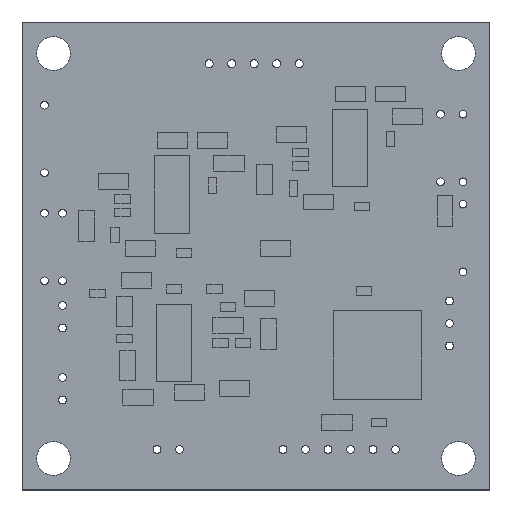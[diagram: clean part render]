
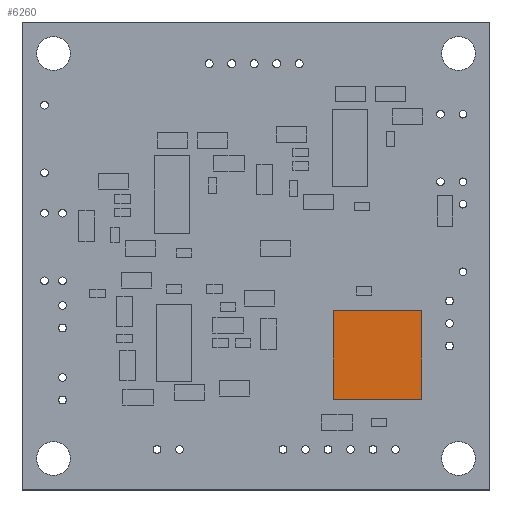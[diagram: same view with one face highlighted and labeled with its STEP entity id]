
A CAD part, top view. The second image highlights one B-rep face of the part: STEP entity #6260.
In plain terms, the highlighted planar face has unit normal (0, 0, 1).
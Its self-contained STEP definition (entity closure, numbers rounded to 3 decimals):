
#5946 = VERTEX_POINT('',#5947);
#5947 = CARTESIAN_POINT('',(-5.,5.,1.15));
#5954 = PLANE('',#5955);
#5955 = AXIS2_PLACEMENT_3D('',#5956,#5957,#5958);
#5956 = CARTESIAN_POINT('',(-5.,5.,0.));
#5957 = DIRECTION('',(0.,1.,0.));
#5958 = DIRECTION('',(1.,0.,0.));
#5966 = PLANE('',#5967);
#5967 = AXIS2_PLACEMENT_3D('',#5968,#5969,#5970);
#5968 = CARTESIAN_POINT('',(-5.,-5.,0.));
#5969 = DIRECTION('',(-1.,0.,0.));
#5970 = DIRECTION('',(0.,1.,0.));
#5978 = EDGE_CURVE('',#5946,#5979,#5981,.T.);
#5979 = VERTEX_POINT('',#5980);
#5980 = CARTESIAN_POINT('',(5.,5.,1.15));
#5981 = SURFACE_CURVE('',#5982,(#5986,#5993),.PCURVE_S1.);
#5982 = LINE('',#5983,#5984);
#5983 = CARTESIAN_POINT('',(-5.,5.,1.15));
#5984 = VECTOR('',#5985,1.);
#5985 = DIRECTION('',(1.,0.,0.));
#5986 = PCURVE('',#5954,#5987);
#5987 = DEFINITIONAL_REPRESENTATION('',(#5988),#5992);
#5988 = LINE('',#5989,#5990);
#5989 = CARTESIAN_POINT('',(0.,-1.15));
#5990 = VECTOR('',#5991,1.);
#5991 = DIRECTION('',(1.,0.));
#5992 = ( GEOMETRIC_REPRESENTATION_CONTEXT(2) 
PARAMETRIC_REPRESENTATION_CONTEXT() REPRESENTATION_CONTEXT('2D SPACE',''
  ) );
#5993 = PCURVE('',#5994,#5999);
#5994 = PLANE('',#5995);
#5995 = AXIS2_PLACEMENT_3D('',#5996,#5997,#5998);
#5996 = CARTESIAN_POINT('',(-5.,5.,1.15));
#5997 = DIRECTION('',(0.,0.,1.));
#5998 = DIRECTION('',(1.,0.,0.));
#5999 = DEFINITIONAL_REPRESENTATION('',(#6000),#6004);
#6000 = LINE('',#6001,#6002);
#6001 = CARTESIAN_POINT('',(0.,0.));
#6002 = VECTOR('',#6003,1.);
#6003 = DIRECTION('',(1.,0.));
#6004 = ( GEOMETRIC_REPRESENTATION_CONTEXT(2) 
PARAMETRIC_REPRESENTATION_CONTEXT() REPRESENTATION_CONTEXT('2D SPACE',''
  ) );
#6022 = PLANE('',#6023);
#6023 = AXIS2_PLACEMENT_3D('',#6024,#6025,#6026);
#6024 = CARTESIAN_POINT('',(5.,5.,0.));
#6025 = DIRECTION('',(1.,0.,0.));
#6026 = DIRECTION('',(0.,-1.,0.));
#6064 = EDGE_CURVE('',#5979,#6065,#6067,.T.);
#6065 = VERTEX_POINT('',#6066);
#6066 = CARTESIAN_POINT('',(5.,-5.,1.15));
#6067 = SURFACE_CURVE('',#6068,(#6072,#6079),.PCURVE_S1.);
#6068 = LINE('',#6069,#6070);
#6069 = CARTESIAN_POINT('',(5.,5.,1.15));
#6070 = VECTOR('',#6071,1.);
#6071 = DIRECTION('',(0.,-1.,0.));
#6072 = PCURVE('',#6022,#6073);
#6073 = DEFINITIONAL_REPRESENTATION('',(#6074),#6078);
#6074 = LINE('',#6075,#6076);
#6075 = CARTESIAN_POINT('',(0.,-1.15));
#6076 = VECTOR('',#6077,1.);
#6077 = DIRECTION('',(1.,0.));
#6078 = ( GEOMETRIC_REPRESENTATION_CONTEXT(2) 
PARAMETRIC_REPRESENTATION_CONTEXT() REPRESENTATION_CONTEXT('2D SPACE',''
  ) );
#6079 = PCURVE('',#5994,#6080);
#6080 = DEFINITIONAL_REPRESENTATION('',(#6081),#6085);
#6081 = LINE('',#6082,#6083);
#6082 = CARTESIAN_POINT('',(10.,0.));
#6083 = VECTOR('',#6084,1.);
#6084 = DIRECTION('',(0.,-1.));
#6085 = ( GEOMETRIC_REPRESENTATION_CONTEXT(2) 
PARAMETRIC_REPRESENTATION_CONTEXT() REPRESENTATION_CONTEXT('2D SPACE',''
  ) );
#6103 = PLANE('',#6104);
#6104 = AXIS2_PLACEMENT_3D('',#6105,#6106,#6107);
#6105 = CARTESIAN_POINT('',(5.,-5.,0.));
#6106 = DIRECTION('',(0.,-1.,0.));
#6107 = DIRECTION('',(-1.,0.,0.));
#6140 = EDGE_CURVE('',#6065,#6141,#6143,.T.);
#6141 = VERTEX_POINT('',#6142);
#6142 = CARTESIAN_POINT('',(-5.,-5.,1.15));
#6143 = SURFACE_CURVE('',#6144,(#6148,#6155),.PCURVE_S1.);
#6144 = LINE('',#6145,#6146);
#6145 = CARTESIAN_POINT('',(5.,-5.,1.15));
#6146 = VECTOR('',#6147,1.);
#6147 = DIRECTION('',(-1.,0.,0.));
#6148 = PCURVE('',#6103,#6149);
#6149 = DEFINITIONAL_REPRESENTATION('',(#6150),#6154);
#6150 = LINE('',#6151,#6152);
#6151 = CARTESIAN_POINT('',(0.,-1.15));
#6152 = VECTOR('',#6153,1.);
#6153 = DIRECTION('',(1.,0.));
#6154 = ( GEOMETRIC_REPRESENTATION_CONTEXT(2) 
PARAMETRIC_REPRESENTATION_CONTEXT() REPRESENTATION_CONTEXT('2D SPACE',''
  ) );
#6155 = PCURVE('',#5994,#6156);
#6156 = DEFINITIONAL_REPRESENTATION('',(#6157),#6161);
#6157 = LINE('',#6158,#6159);
#6158 = CARTESIAN_POINT('',(10.,-10.));
#6159 = VECTOR('',#6160,1.);
#6160 = DIRECTION('',(-1.,0.));
#6161 = ( GEOMETRIC_REPRESENTATION_CONTEXT(2) 
PARAMETRIC_REPRESENTATION_CONTEXT() REPRESENTATION_CONTEXT('2D SPACE',''
  ) );
#6211 = EDGE_CURVE('',#6141,#5946,#6212,.T.);
#6212 = SURFACE_CURVE('',#6213,(#6217,#6224),.PCURVE_S1.);
#6213 = LINE('',#6214,#6215);
#6214 = CARTESIAN_POINT('',(-5.,-5.,1.15));
#6215 = VECTOR('',#6216,1.);
#6216 = DIRECTION('',(0.,1.,0.));
#6217 = PCURVE('',#5966,#6218);
#6218 = DEFINITIONAL_REPRESENTATION('',(#6219),#6223);
#6219 = LINE('',#6220,#6221);
#6220 = CARTESIAN_POINT('',(0.,-1.15));
#6221 = VECTOR('',#6222,1.);
#6222 = DIRECTION('',(1.,0.));
#6223 = ( GEOMETRIC_REPRESENTATION_CONTEXT(2) 
PARAMETRIC_REPRESENTATION_CONTEXT() REPRESENTATION_CONTEXT('2D SPACE',''
  ) );
#6224 = PCURVE('',#5994,#6225);
#6225 = DEFINITIONAL_REPRESENTATION('',(#6226),#6230);
#6226 = LINE('',#6227,#6228);
#6227 = CARTESIAN_POINT('',(0.,-10.));
#6228 = VECTOR('',#6229,1.);
#6229 = DIRECTION('',(0.,1.));
#6230 = ( GEOMETRIC_REPRESENTATION_CONTEXT(2) 
PARAMETRIC_REPRESENTATION_CONTEXT() REPRESENTATION_CONTEXT('2D SPACE',''
  ) );
#6260 = ADVANCED_FACE('',(#6261),#5994,.T.);
#6261 = FACE_BOUND('',#6262,.F.);
#6262 = EDGE_LOOP('',(#6263,#6264,#6265,#6266));
#6263 = ORIENTED_EDGE('',*,*,#5978,.T.);
#6264 = ORIENTED_EDGE('',*,*,#6064,.T.);
#6265 = ORIENTED_EDGE('',*,*,#6140,.T.);
#6266 = ORIENTED_EDGE('',*,*,#6211,.T.);
